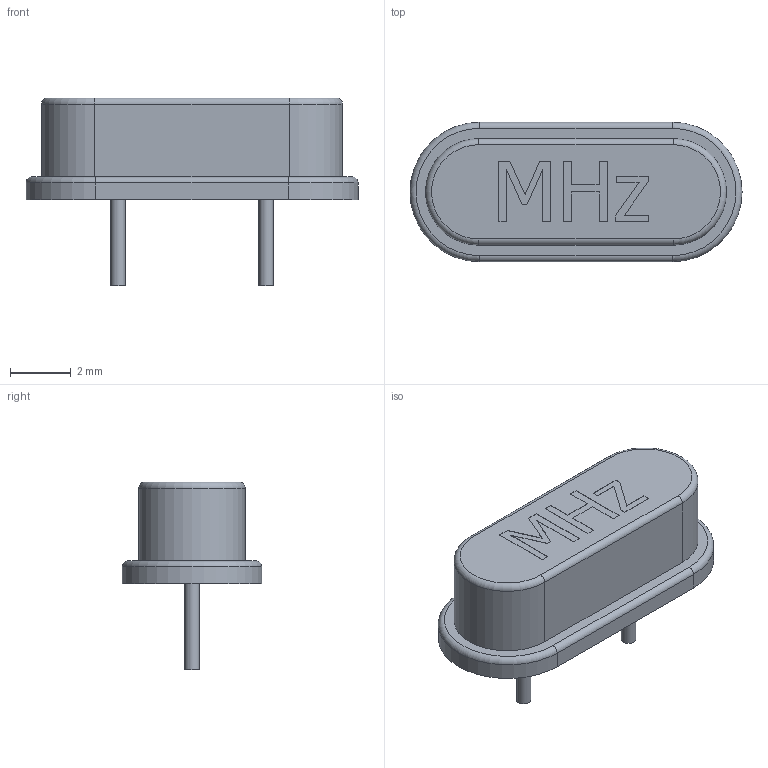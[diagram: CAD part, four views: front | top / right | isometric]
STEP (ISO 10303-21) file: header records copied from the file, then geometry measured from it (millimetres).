
FILE_DESCRIPTION(/* description */ (''),/* implementation_level */ '2;1');
FILE_NAME(/* name */ 'Crystal Oscillator.stp',/* time_stamp */ '2018-07-29T20:21:58+02:00',/* author */ ('gabri'),/* organization */ (''),/* preprocessor_version */ 'ST-DEVELOPER v17',/* originating_system */ 'Autodesk Inventor 2019',/* authorisation */ '');
FILE_SCHEMA (('AUTOMOTIVE_DESIGN { 1 0 10303 214 3 1 1 }'));
Length unit declared in the file: millimetre
Products named in the file (1): Crystal Oscillator
Bounding box: 10.95 x 4.6 x 6.2 mm (x, y, z)
Volume: 118.2 mm3; surface area: 180 mm2
Topology: 1 solids, 1 shells, 65 faces, 157 edges, 102 vertices
Faces by surface type: plane 49, cylinder 12, torus 4
Full cylindrical faces by diameter (mm): 0.48 x2, 1.8 x2
Entity records: 1930 total; most frequent: CARTESIAN_POINT 325, DIRECTION 317, ORIENTED_EDGE 314, EDGE_CURVE 157, LINE 129, VECTOR 129, VERTEX_POINT 102, AXIS2_PLACEMENT_3D 94
